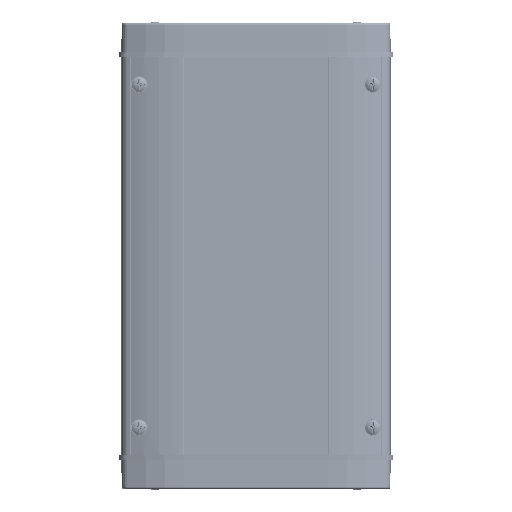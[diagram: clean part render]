
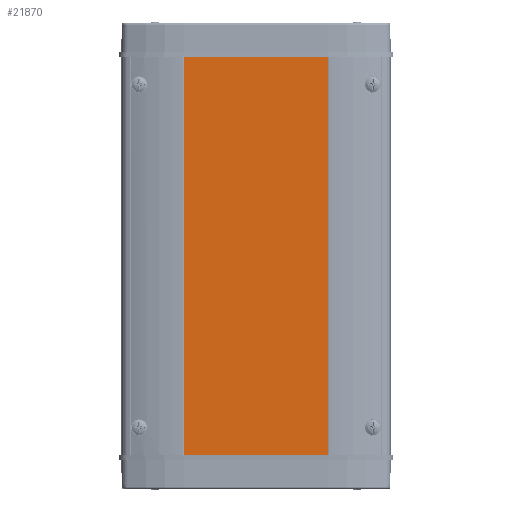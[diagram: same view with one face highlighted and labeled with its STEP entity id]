
A CAD part, left-side view. The second image highlights one B-rep face of the part: STEP entity #21870.
In plain terms, the highlighted planar face has unit normal (-1, 0, 0).
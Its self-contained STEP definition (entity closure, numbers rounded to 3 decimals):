
#760=PLANE('',#23311);
#1775=LINE('',#32197,#3530);
#1791=LINE('',#32284,#3546);
#2062=LINE('',#32868,#3817);
#2063=LINE('',#32870,#3818);
#3530=VECTOR('',#25509,10.);
#3546=VECTOR('',#25583,10.);
#3817=VECTOR('',#26088,10.);
#3818=VECTOR('',#26091,10.);
#5251=FACE_OUTER_BOUND('',#6413,.T.);
#6413=EDGE_LOOP('',(#15709,#15710,#15711,#15712));
#9405=VERTEX_POINT('',#32194);
#9406=VERTEX_POINT('',#32196);
#9447=VERTEX_POINT('',#32281);
#9448=VERTEX_POINT('',#32283);
#11645=EDGE_CURVE('',#9406,#9405,#1775,.T.);
#11689=EDGE_CURVE('',#9448,#9447,#1791,.T.);
#11984=EDGE_CURVE('',#9406,#9447,#2062,.T.);
#11985=EDGE_CURVE('',#9405,#9448,#2063,.T.);
#15709=ORIENTED_EDGE('',*,*,#11645,.T.);
#15710=ORIENTED_EDGE('',*,*,#11985,.T.);
#15711=ORIENTED_EDGE('',*,*,#11689,.T.);
#15712=ORIENTED_EDGE('',*,*,#11984,.F.);
#21870=ADVANCED_FACE('',(#5251),#760,.T.);
#23311=AXIS2_PLACEMENT_3D('',#32869,#26089,#26090);
#25509=DIRECTION('',(0.,-1.,0.));
#25583=DIRECTION('',(0.,1.,0.));
#26088=DIRECTION('',(0.,0.,1.));
#26089=DIRECTION('center_axis',(-1.,0.,0.));
#26090=DIRECTION('ref_axis',(0.,0.,1.));
#26091=DIRECTION('',(0.,0.,1.));
#32194=CARTESIAN_POINT('',(2.,-37.85,-104.2));
#32196=CARTESIAN_POINT('',(2.,37.85,-104.2));
#32197=CARTESIAN_POINT('',(2.,31.075,-104.2));
#32281=CARTESIAN_POINT('',(2.,37.85,104.2));
#32283=CARTESIAN_POINT('',(2.,-37.85,104.2));
#32284=CARTESIAN_POINT('',(2.,-68.925,104.2));
#32868=CARTESIAN_POINT('',(2.,37.85,0.));
#32869=CARTESIAN_POINT('Origin',(2.,-37.85,0.));
#32870=CARTESIAN_POINT('',(2.,-37.85,0.));
